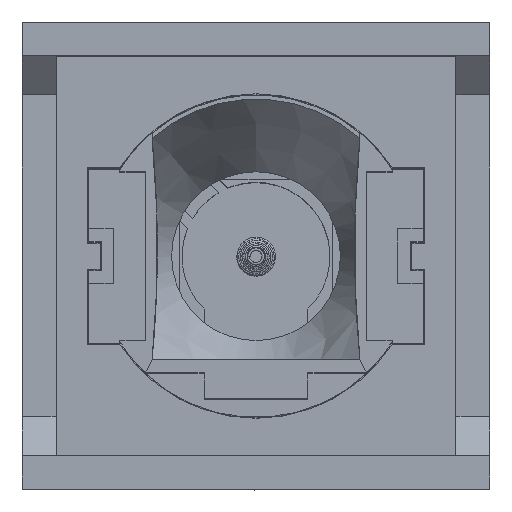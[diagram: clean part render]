
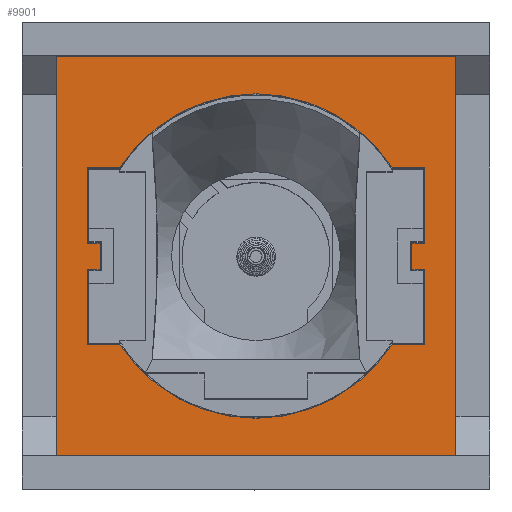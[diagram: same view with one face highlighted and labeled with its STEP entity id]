
A CAD part, top view. The second image highlights one B-rep face of the part: STEP entity #9901.
In plain terms, the highlighted planar face has unit normal (0, 0, 1).
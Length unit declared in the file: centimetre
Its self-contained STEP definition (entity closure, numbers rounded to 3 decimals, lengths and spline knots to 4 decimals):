
#231=FACE_BOUND('',#1618,.T.);
#492=CIRCLE('',#10643,0.625);
#493=CIRCLE('',#10648,0.625);
#1071=FACE_OUTER_BOUND('',#1617,.T.);
#1617=EDGE_LOOP('',(#8944,#8945,#8946,#8947));
#1618=EDGE_LOOP('',(#8948,#8949,#8950,#8951,#8952,#8953,#8954,#8955,#8956,
#8957,#8958,#8959,#8960,#8961,#8962,#8963));
#2426=LINE('',#16156,#3476);
#2639=LINE('',#16715,#3689);
#2642=LINE('',#16720,#3692);
#2643=LINE('',#16723,#3693);
#2646=LINE('',#16729,#3696);
#2648=LINE('',#16734,#3698);
#2651=LINE('',#16739,#3701);
#2653=LINE('',#16743,#3703);
#2655=LINE('',#16747,#3705);
#2658=LINE('',#16755,#3708);
#2659=LINE('',#16758,#3709);
#2661=LINE('',#16762,#3711);
#2664=LINE('',#16769,#3714);
#2665=LINE('',#16772,#3715);
#2667=LINE('',#16775,#3717);
#2669=LINE('',#16780,#3719);
#2672=LINE('',#16784,#3722);
#2673=LINE('',#16786,#3723);
#3476=VECTOR('',#12625,1.);
#3689=VECTOR('',#13098,1.);
#3692=VECTOR('',#13103,1.);
#3693=VECTOR('',#13106,1.);
#3696=VECTOR('',#13113,1.);
#3698=VECTOR('',#13117,1.);
#3701=VECTOR('',#13122,1.);
#3703=VECTOR('',#13126,1.);
#3705=VECTOR('',#13130,1.);
#3708=VECTOR('',#13139,1.);
#3709=VECTOR('',#13142,1.);
#3711=VECTOR('',#13146,1.);
#3714=VECTOR('',#13155,1.);
#3715=VECTOR('',#13158,1.);
#3717=VECTOR('',#13162,1.);
#3719=VECTOR('',#13166,1.);
#3722=VECTOR('',#13171,1.);
#3723=VECTOR('',#13174,1.);
#4486=VERTEX_POINT('',#16153);
#4487=VERTEX_POINT('',#16155);
#4660=VERTEX_POINT('',#16712);
#4661=VERTEX_POINT('',#16714);
#4662=VERTEX_POINT('',#16718);
#4663=VERTEX_POINT('',#16722);
#4664=VERTEX_POINT('',#16727);
#4665=VERTEX_POINT('',#16731);
#4666=VERTEX_POINT('',#16733);
#4667=VERTEX_POINT('',#16737);
#4668=VERTEX_POINT('',#16741);
#4669=VERTEX_POINT('',#16745);
#4670=VERTEX_POINT('',#16749);
#4671=VERTEX_POINT('',#16751);
#4672=VERTEX_POINT('',#16757);
#4673=VERTEX_POINT('',#16761);
#4674=VERTEX_POINT('',#16765);
#4675=VERTEX_POINT('',#16771);
#4676=VERTEX_POINT('',#16777);
#4677=VERTEX_POINT('',#16779);
#5819=EDGE_CURVE('',#4487,#4486,#2426,.T.);
#6078=EDGE_CURVE('',#4661,#4660,#2639,.T.);
#6081=EDGE_CURVE('',#4660,#4662,#2642,.T.);
#6082=EDGE_CURVE('',#4663,#4661,#2643,.T.);
#6085=EDGE_CURVE('',#4662,#4664,#2646,.T.);
#6087=EDGE_CURVE('',#4666,#4665,#2648,.T.);
#6090=EDGE_CURVE('',#4665,#4667,#2651,.T.);
#6092=EDGE_CURVE('',#4667,#4668,#2653,.T.);
#6094=EDGE_CURVE('',#4668,#4669,#2655,.T.);
#6096=EDGE_CURVE('',#4671,#4670,#492,.T.);
#6098=EDGE_CURVE('',#4669,#4671,#2658,.T.);
#6099=EDGE_CURVE('',#4672,#4666,#2659,.T.);
#6101=EDGE_CURVE('',#4673,#4672,#2661,.T.);
#6103=EDGE_CURVE('',#4674,#4673,#493,.T.);
#6105=EDGE_CURVE('',#4664,#4674,#2664,.T.);
#6106=EDGE_CURVE('',#4675,#4663,#2665,.T.);
#6108=EDGE_CURVE('',#4670,#4675,#2667,.T.);
#6110=EDGE_CURVE('',#4677,#4676,#2669,.T.);
#6113=EDGE_CURVE('',#4676,#4487,#2672,.T.);
#6114=EDGE_CURVE('',#4486,#4677,#2673,.T.);
#8944=ORIENTED_EDGE('',*,*,#6110,.T.);
#8945=ORIENTED_EDGE('',*,*,#6113,.T.);
#8946=ORIENTED_EDGE('',*,*,#5819,.T.);
#8947=ORIENTED_EDGE('',*,*,#6114,.T.);
#8948=ORIENTED_EDGE('',*,*,#6096,.T.);
#8949=ORIENTED_EDGE('',*,*,#6108,.T.);
#8950=ORIENTED_EDGE('',*,*,#6106,.T.);
#8951=ORIENTED_EDGE('',*,*,#6082,.T.);
#8952=ORIENTED_EDGE('',*,*,#6078,.T.);
#8953=ORIENTED_EDGE('',*,*,#6081,.T.);
#8954=ORIENTED_EDGE('',*,*,#6085,.T.);
#8955=ORIENTED_EDGE('',*,*,#6105,.T.);
#8956=ORIENTED_EDGE('',*,*,#6103,.T.);
#8957=ORIENTED_EDGE('',*,*,#6101,.T.);
#8958=ORIENTED_EDGE('',*,*,#6099,.T.);
#8959=ORIENTED_EDGE('',*,*,#6087,.T.);
#8960=ORIENTED_EDGE('',*,*,#6090,.T.);
#8961=ORIENTED_EDGE('',*,*,#6092,.T.);
#8962=ORIENTED_EDGE('',*,*,#6094,.T.);
#8963=ORIENTED_EDGE('',*,*,#6098,.T.);
#9389=PLANE('',#10655);
#9901=ADVANCED_FACE('',(#1071,#231),#9389,.T.);
#10643=AXIS2_PLACEMENT_3D('',#16752,#13134,#13135);
#10648=AXIS2_PLACEMENT_3D('',#16766,#13150,#13151);
#10655=AXIS2_PLACEMENT_3D('',#16787,#13175,#13176);
#12625=DIRECTION('',(1.,0.,0.));
#13098=DIRECTION('',(0.,-1.,0.));
#13103=DIRECTION('',(1.,0.,0.));
#13106=DIRECTION('',(-1.,0.,0.));
#13113=DIRECTION('',(0.,-1.,0.));
#13117=DIRECTION('',(1.,0.,0.));
#13122=DIRECTION('',(0.,1.,0.));
#13126=DIRECTION('',(-1.,0.,0.));
#13130=DIRECTION('',(0.,1.,0.));
#13134=DIRECTION('center_axis',(0.,0.,
-1.));
#13135=DIRECTION('ref_axis',(0.839,0.544,0.));
#13139=DIRECTION('',(1.,0.,0.));
#13142=DIRECTION('',(0.,1.,0.));
#13146=DIRECTION('',(-1.,0.,0.));
#13150=DIRECTION('center_axis',(0.,0.,
-1.));
#13151=DIRECTION('ref_axis',(-0.839,-0.544,0.));
#13155=DIRECTION('',(-1.,0.,0.));
#13158=DIRECTION('',(0.,-1.,0.));
#13162=DIRECTION('',(1.,0.,0.));
#13166=DIRECTION('',(-1.,0.,0.));
#13171=DIRECTION('',(0.,-1.,0.));
#13174=DIRECTION('',(0.,1.,0.));
#13175=DIRECTION('center_axis',(0.,0.,
1.));
#13176=DIRECTION('ref_axis',(-1.,0.,0.));
#16153=CARTESIAN_POINT('',(0.77,-0.77,1.67));
#16155=CARTESIAN_POINT('',(-0.77,-0.77,1.67));
#16156=CARTESIAN_POINT('',(-0.77,-0.77,1.67));
#16712=CARTESIAN_POINT('',(0.6,-0.05,1.67));
#16714=CARTESIAN_POINT('',(0.6,0.05,1.67));
#16715=CARTESIAN_POINT('',(0.6,0.025,1.67));
#16718=CARTESIAN_POINT('',(0.65,-0.05,1.67));
#16720=CARTESIAN_POINT('',(0.3,-0.05,1.67));
#16722=CARTESIAN_POINT('',(0.65,0.05,1.67));
#16723=CARTESIAN_POINT('',(0.325,0.05,1.67));
#16727=CARTESIAN_POINT('',(0.65,-0.34,1.67));
#16729=CARTESIAN_POINT('',(0.65,0.025,1.67));
#16731=CARTESIAN_POINT('',(-0.6,-0.05,1.67));
#16733=CARTESIAN_POINT('',(-0.65,-0.05,1.67));
#16734=CARTESIAN_POINT('',(-0.325,-0.05,1.67));
#16737=CARTESIAN_POINT('',(-0.6,0.05,1.67));
#16739=CARTESIAN_POINT('',(-0.6,-0.025,1.67));
#16741=CARTESIAN_POINT('',(-0.65,0.05,1.67));
#16743=CARTESIAN_POINT('',(-0.3,0.05,1.67));
#16745=CARTESIAN_POINT('',(-0.65,0.34,1.67));
#16747=CARTESIAN_POINT('',(-0.65,0.025,1.67));
#16749=CARTESIAN_POINT('',(0.5244,0.34,1.67));
#16751=CARTESIAN_POINT('',(-0.5244,0.34,1.67));
#16752=CARTESIAN_POINT('Origin',(0.,0.,
1.67));
#16755=CARTESIAN_POINT('',(-0.2622,0.34,1.67));
#16757=CARTESIAN_POINT('',(-0.65,-0.34,1.67));
#16758=CARTESIAN_POINT('',(-0.65,0.025,1.67));
#16761=CARTESIAN_POINT('',(-0.5244,-0.34,1.67));
#16762=CARTESIAN_POINT('',(-0.325,-0.34,1.67));
#16765=CARTESIAN_POINT('',(0.5244,-0.34,1.67));
#16766=CARTESIAN_POINT('Origin',(0.,0.,
1.67));
#16769=CARTESIAN_POINT('',(0.2622,-0.34,1.67));
#16771=CARTESIAN_POINT('',(0.65,0.34,1.67));
#16772=CARTESIAN_POINT('',(0.65,0.025,1.67));
#16775=CARTESIAN_POINT('',(0.325,0.34,1.67));
#16777=CARTESIAN_POINT('',(-0.77,0.77,1.67));
#16779=CARTESIAN_POINT('',(0.77,0.77,1.67));
#16780=CARTESIAN_POINT('',(0.77,0.77,1.67));
#16784=CARTESIAN_POINT('',(-0.77,0.77,1.67));
#16786=CARTESIAN_POINT('',(0.77,-0.77,1.67));
#16787=CARTESIAN_POINT('Origin',(0.,0.,
1.67));
